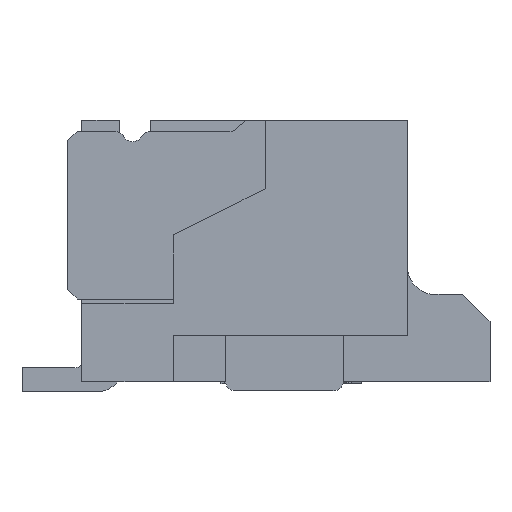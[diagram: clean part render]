
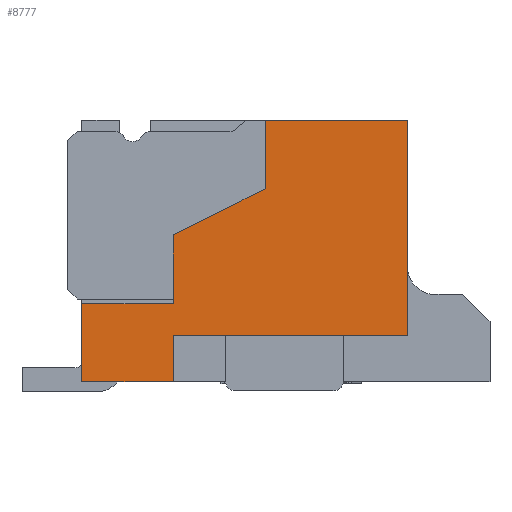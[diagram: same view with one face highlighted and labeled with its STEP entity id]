
A CAD part, left-side view. The second image highlights one B-rep face of the part: STEP entity #8777.
In plain terms, the highlighted planar face has unit normal (-1, 0, 0).
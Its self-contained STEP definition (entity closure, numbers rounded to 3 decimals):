
#353 = VECTOR ( 'NONE', #633, 1000. ) ;
#633 = DIRECTION ( 'NONE',  ( 0., 0., 1. ) ) ;
#694 = CARTESIAN_POINT ( 'NONE',  ( -8., 2.45, 3.2 ) ) ;
#714 = CARTESIAN_POINT ( 'NONE',  ( -8., 0.45, 4.2 ) ) ;
#909 = CARTESIAN_POINT ( 'NONE',  ( -8., -2.65, 5.7 ) ) ;
#1303 = DIRECTION ( 'NONE',  ( 0., -1., 0. ) ) ;
#1335 = CARTESIAN_POINT ( 'NONE',  ( -8., 2.45, 3.2 ) ) ;
#1599 = LINE ( 'NONE', #1831, #16008 ) ;
#1831 = CARTESIAN_POINT ( 'NONE',  ( -8., 4.45, 0. ) ) ;
#2438 = LINE ( 'NONE', #19529, #353 ) ;
#2860 = CARTESIAN_POINT ( 'NONE',  ( -8., 0.45, 5.7 ) ) ;
#3188 = EDGE_CURVE ( 'NONE', #19048, #9272, #2438, .T. ) ;
#3614 = LINE ( 'NONE', #15682, #12038 ) ;
#3823 = ORIENTED_EDGE ( 'NONE', *, *, #20506, .F. ) ;
#3856 = CARTESIAN_POINT ( 'NONE',  ( -8., 4.45, 1.7 ) ) ;
#3955 = VECTOR ( 'NONE', #20661, 1000. ) ;
#4223 = VERTEX_POINT ( 'NONE', #714 ) ;
#4270 = EDGE_CURVE ( 'NONE', #9272, #7341, #14265, .T. ) ;
#4527 = CARTESIAN_POINT ( 'NONE',  ( -8., 2.45, 0. ) ) ;
#4608 = EDGE_CURVE ( 'NONE', #13182, #7341, #17710, .T. ) ;
#4670 = CARTESIAN_POINT ( 'NONE',  ( -8., -2.65, 1. ) ) ;
#4704 = EDGE_CURVE ( 'NONE', #6736, #10939, #16447, .T. ) ;
#5165 = ORIENTED_EDGE ( 'NONE', *, *, #4270, .F. ) ;
#5813 = LINE ( 'NONE', #9651, #9734 ) ;
#6244 = CARTESIAN_POINT ( 'NONE',  ( -8., 4.45, 1.7 ) ) ;
#6736 = VERTEX_POINT ( 'NONE', #21874 ) ;
#6841 = DIRECTION ( 'NONE',  ( 0., -1., 0. ) ) ;
#6865 = ORIENTED_EDGE ( 'NONE', *, *, #8947, .T. ) ;
#7182 = DIRECTION ( 'NONE',  ( 0., 0., -1. ) ) ;
#7308 = DIRECTION ( 'NONE',  ( 0., -1., 0. ) ) ;
#7341 = VERTEX_POINT ( 'NONE', #13671 ) ;
#7885 = LINE ( 'NONE', #4670, #21453 ) ;
#8097 = PLANE ( 'NONE',  #12850 ) ;
#8266 = CARTESIAN_POINT ( 'NONE',  ( -8., 2.45, 1. ) ) ;
#8777 = ADVANCED_FACE ( 'NONE', ( #22066 ), #8097, .T. ) ;
#8947 = EDGE_CURVE ( 'NONE', #21975, #4223, #14591, .T. ) ;
#9272 = VERTEX_POINT ( 'NONE', #6244 ) ;
#9651 = CARTESIAN_POINT ( 'NONE',  ( -8., 0.45, 5.7 ) ) ;
#9734 = VECTOR ( 'NONE', #16342, 1000. ) ;
#10758 = LINE ( 'NONE', #17442, #3955 ) ;
#10939 = VERTEX_POINT ( 'NONE', #8266 ) ;
#11852 = EDGE_CURVE ( 'NONE', #19048, #17927, #1599, .T. ) ;
#12007 = ORIENTED_EDGE ( 'NONE', *, *, #3188, .F. ) ;
#12038 = VECTOR ( 'NONE', #17483, 1000. ) ;
#12850 = AXIS2_PLACEMENT_3D ( 'NONE', #21749, #16622, #1303 ) ;
#12944 = ORIENTED_EDGE ( 'NONE', *, *, #4608, .T. ) ;
#12964 = VERTEX_POINT ( 'NONE', #909 ) ;
#13182 = VERTEX_POINT ( 'NONE', #1335 ) ;
#13671 = CARTESIAN_POINT ( 'NONE',  ( -8., 2.45, 1.7 ) ) ;
#13753 = ORIENTED_EDGE ( 'NONE', *, *, #14813, .T. ) ;
#14088 = VECTOR ( 'NONE', #21692, 1000. ) ;
#14265 = LINE ( 'NONE', #3856, #17281 ) ;
#14591 = LINE ( 'NONE', #2860, #21758 ) ;
#14624 = EDGE_LOOP ( 'NONE', ( #3823, #6865, #16605, #12944, #5165, #12007, #15709, #13753, #15855, #19925 ) ) ;
#14733 = DIRECTION ( 'NONE',  ( 0., 0., 1. ) ) ;
#14813 = EDGE_CURVE ( 'NONE', #17927, #10939, #10758, .T. ) ;
#15174 = CARTESIAN_POINT ( 'NONE',  ( -8., 0.45, 5.7 ) ) ;
#15682 = CARTESIAN_POINT ( 'NONE',  ( -8., 0.45, 4.2 ) ) ;
#15709 = ORIENTED_EDGE ( 'NONE', *, *, #11852, .T. ) ;
#15855 = ORIENTED_EDGE ( 'NONE', *, *, #4704, .F. ) ;
#16008 = VECTOR ( 'NONE', #6841, 1000. ) ;
#16132 = DIRECTION ( 'NONE',  ( 0., 0., -1. ) ) ;
#16342 = DIRECTION ( 'NONE',  ( 0., -1., 0. ) ) ;
#16447 = LINE ( 'NONE', #19930, #14088 ) ;
#16605 = ORIENTED_EDGE ( 'NONE', *, *, #17201, .T. ) ;
#16622 = DIRECTION ( 'NONE',  ( -1., 0., 0. ) ) ;
#17201 = EDGE_CURVE ( 'NONE', #4223, #13182, #3614, .T. ) ;
#17281 = VECTOR ( 'NONE', #7308, 1000. ) ;
#17442 = CARTESIAN_POINT ( 'NONE',  ( -8., 2.45, 0. ) ) ;
#17483 = DIRECTION ( 'NONE',  ( 0., 0.894, -0.447 ) ) ;
#17663 = CARTESIAN_POINT ( 'NONE',  ( -8., 4.45, 0. ) ) ;
#17710 = LINE ( 'NONE', #694, #20853 ) ;
#17927 = VERTEX_POINT ( 'NONE', #4527 ) ;
#19048 = VERTEX_POINT ( 'NONE', #17663 ) ;
#19529 = CARTESIAN_POINT ( 'NONE',  ( -8., 4.45, 0. ) ) ;
#19925 = ORIENTED_EDGE ( 'NONE', *, *, #20010, .T. ) ;
#19930 = CARTESIAN_POINT ( 'NONE',  ( -8., -2.65, 1. ) ) ;
#20010 = EDGE_CURVE ( 'NONE', #6736, #12964, #7885, .T. ) ;
#20506 = EDGE_CURVE ( 'NONE', #21975, #12964, #5813, .T. ) ;
#20661 = DIRECTION ( 'NONE',  ( 0., 0., 1. ) ) ;
#20853 = VECTOR ( 'NONE', #7182, 1000. ) ;
#21453 = VECTOR ( 'NONE', #14733, 1000. ) ;
#21692 = DIRECTION ( 'NONE',  ( 0., 1., 0. ) ) ;
#21749 = CARTESIAN_POINT ( 'NONE',  ( -8., 4.45, 0. ) ) ;
#21758 = VECTOR ( 'NONE', #16132, 1000. ) ;
#21874 = CARTESIAN_POINT ( 'NONE',  ( -8., -2.65, 1. ) ) ;
#21975 = VERTEX_POINT ( 'NONE', #15174 ) ;
#22066 = FACE_OUTER_BOUND ( 'NONE', #14624, .T. ) ;
